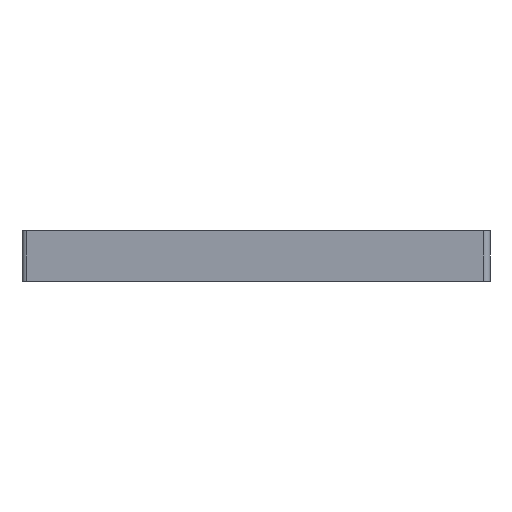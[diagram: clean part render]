
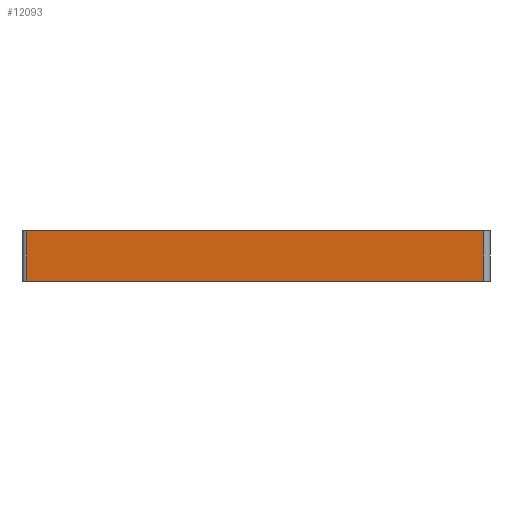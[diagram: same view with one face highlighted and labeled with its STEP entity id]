
A CAD part, front view. The second image highlights one B-rep face of the part: STEP entity #12093.
In plain terms, the highlighted planar face has unit normal (-0.126, -0.992, 0).
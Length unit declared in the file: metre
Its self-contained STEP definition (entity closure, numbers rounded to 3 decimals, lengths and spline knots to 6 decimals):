
#70=B_SPLINE_CURVE_WITH_KNOTS('',3,(#19055,#19056,#19057,#19058),
 .UNSPECIFIED.,.F.,.F.,(4,4),(0.,1.),.UNSPECIFIED.);
#71=B_SPLINE_CURVE_WITH_KNOTS('',3,(#19062,#19063,#19064,#19065),
 .UNSPECIFIED.,.F.,.F.,(4,4),(0.,1.),.UNSPECIFIED.);
#195=PLANE('',#13322);
#954=LINE('',#19010,#2256);
#972=LINE('',#19060,#2274);
#2256=VECTOR('',#15398,1.);
#2274=VECTOR('',#15440,1.);
#4521=ORIENTED_EDGE('',*,*,#7343,.T.);
#4522=ORIENTED_EDGE('',*,*,#7365,.F.);
#4523=ORIENTED_EDGE('',*,*,#7366,.F.);
#4524=ORIENTED_EDGE('',*,*,#7367,.T.);
#7343=EDGE_CURVE('',#8888,#8887,#954,.T.);
#7365=EDGE_CURVE('',#8903,#8887,#70,.T.);
#7366=EDGE_CURVE('',#8904,#8903,#972,.T.);
#7367=EDGE_CURVE('',#8904,#8888,#71,.F.);
#8887=VERTEX_POINT('',#19009);
#8888=VERTEX_POINT('',#19011);
#8903=VERTEX_POINT('',#19054);
#8904=VERTEX_POINT('',#19061);
#10375=EDGE_LOOP('',(#4521,#4522,#4523,#4524));
#11145=FACE_BOUND('',#10375,.T.);
#12093=ADVANCED_FACE('',(#11145),#195,.F.);
#13322=AXIS2_PLACEMENT_3D('',#19059,#15438,#15439);
#15398=DIRECTION('',(-0.992,0.126,0.));
#15438=DIRECTION('',(0.126,0.992,0.));
#15439=DIRECTION('',(-0.992,0.126,0.));
#15440=DIRECTION('',(-0.992,0.126,0.));
#19009=CARTESIAN_POINT('',(-0.083175,-0.047316,0.0035));
#19010=CARTESIAN_POINT('',(-0.081574,-0.047519,0.0035));
#19011=CARTESIAN_POINT('',(0.082657,-0.06834,0.0035));
#19054=CARTESIAN_POINT('',(-0.083175,-0.047316,-0.015));
#19055=CARTESIAN_POINT('',(-0.083175,-0.047316,-0.015));
#19056=CARTESIAN_POINT('',(-0.083175,-0.047316,-0.008833));
#19057=CARTESIAN_POINT('',(-0.083175,-0.047316,-0.002667));
#19058=CARTESIAN_POINT('',(-0.083175,-0.047316,0.0035));
#19059=CARTESIAN_POINT('',(-0.081574,-0.047519,-0.015));
#19060=CARTESIAN_POINT('',(-0.081574,-0.047519,-0.015));
#19061=CARTESIAN_POINT('',(0.082657,-0.06834,-0.015));
#19062=CARTESIAN_POINT('',(0.082657,-0.06834,0.0035));
#19063=CARTESIAN_POINT('',(0.082657,-0.06834,-0.002667));
#19064=CARTESIAN_POINT('',(0.082657,-0.06834,-0.008833));
#19065=CARTESIAN_POINT('',(0.082657,-0.06834,-0.015));
